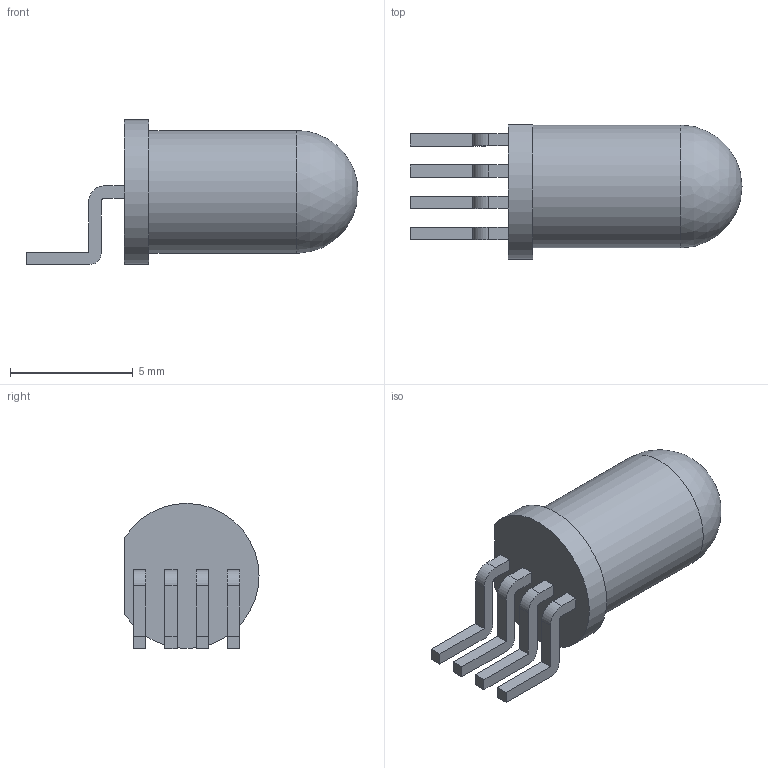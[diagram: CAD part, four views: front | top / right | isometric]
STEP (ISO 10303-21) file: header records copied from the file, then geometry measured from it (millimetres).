
FILE_DESCRIPTION(/* description */ (''),/* implementation_level */ '2;1');
FILE_NAME(/* name */ 'c594e744-b3df-4245-8d3f-fc1dd28a62f5.stp',/* time_stamp */ '2018-02-19T09:47:10+02:00',/* author */ (''),/* organization */ (''),/* preprocessor_version */ 'ST-DEVELOPER v16.13',/* originating_system */ 'Autodesk Translation Framework v6.5.0.72',/* authorisation */ '');
FILE_SCHEMA (('AUTOMOTIVE_DESIGN { 1 0 10303 214 3 1 1 }'));
Length unit declared in the file: millimetre
Products named in the file (3): LED 5mm; Component1; Component2
Assembly tree (2 placements, depth 2):
  LED 5mm
    Component1
    Component2
Bounding box: 13.5 x 5.45 x 5.9 mm (x, y, z)
Volume: 183.4 mm3; surface area: 238.5 mm2
Topology: 5 solids, 5 shells, 58 faces, 146 edges, 97 vertices
Faces by surface type: plane 43, cylinder 14, sphere 1
Full cylindrical faces by diameter (mm): 5 x1
Entity records: 1833 total; most frequent: CARTESIAN_POINT 306, DIRECTION 304, ORIENTED_EDGE 290, EDGE_CURVE 145, LINE 114, VECTOR 114, VERTEX_POINT 97, AXIS2_PLACEMENT_3D 95
